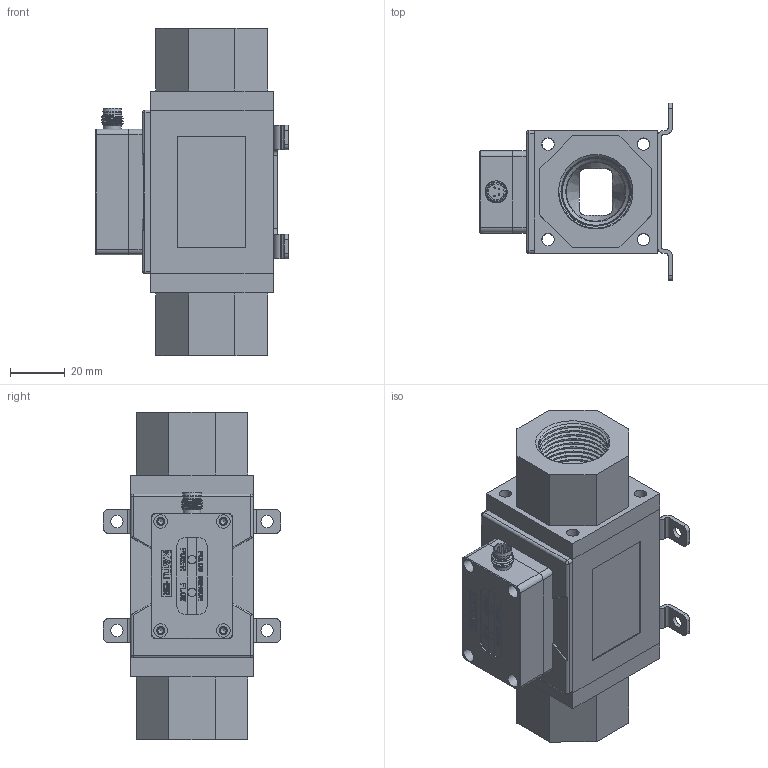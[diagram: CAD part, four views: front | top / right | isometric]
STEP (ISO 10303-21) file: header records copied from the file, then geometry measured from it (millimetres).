
FILE_DESCRIPTION(/* description */ (''),/* implementation_level */ '2;1');
FILE_NAME(/* name */ 'FTS520-100ARKM-100T.stp',/* time_stamp */ '2022-12-13T12:39:50+08:00',/* author */ (''),/* organization */ (''),/* preprocessor_version */ 'ST-DEVELOPER v16',/* originating_system */ 'SIEMENS PLM Software NX 10.0',/* authorisation */ '');
FILE_SCHEMA (('CONFIG_CONTROL_DESIGN'));
Length unit declared in the file: millimetre
Products named in the file (1): FTS520-100ARKM-100T_x_t
Bounding box: 70.5 x 65 x 120 mm (x, y, z)
Volume: 118601.1 mm3; surface area: 75157.2 mm2
Topology: 7 solids, 7 shells, 1182 faces, 3258 edges, 2164 vertices
Faces by surface type: plane 823, cylinder 207, extrusion 86, cone 45, bspline 10, sphere 8, torus 3
Full cylindrical faces by diameter (mm): 0.6 x4, 1.6 x2, 2 x1, 2.05 x7, 2.7 x4, 3 x9, 4 x5, 4.5 x24, 5 x4, 5.8 x1, 6 x2, 6.5 x2, 7 x5, 8 x3, 9.5 x1, 22 x2, 25 x2, 28 x4
Entity records: 46802 total; most frequent: CARTESIAN_POINT 18190, ORIENTED_EDGE 6116, DIRECTION 5186, EDGE_CURVE 3058, VERTEX_POINT 2096, VECTOR 2082, LINE 1996, AXIS2_PLACEMENT_3D 1552
